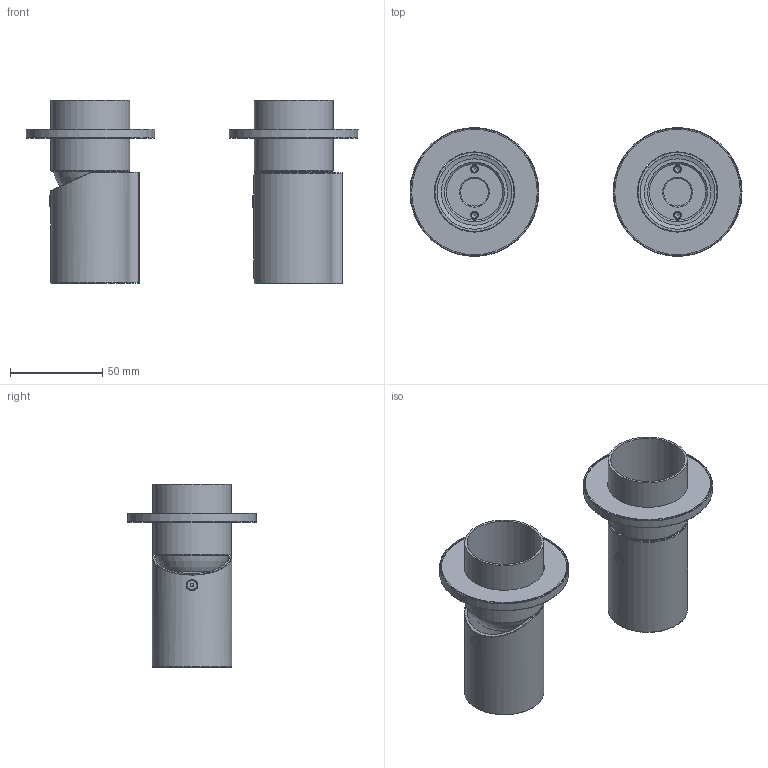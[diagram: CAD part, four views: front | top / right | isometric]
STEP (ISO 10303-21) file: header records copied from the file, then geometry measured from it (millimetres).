
FILE_DESCRIPTION(/* description */ ('Unknown'),/* implementation_level */ '2;1');
FILE_NAME(/* name */ 'GT129-00',/* time_stamp */ '2026-01-21T15:28:39+01:00',/* author */ ('Unknown'),/* organization */ ('Unknown'),/* preprocessor_version */ 'ST-DEVELOPER v20',/* originating_system */ 'Solid Edge',/* authorisation */ 'Unknown');
FILE_SCHEMA (('AUTOMOTIVE_DESIGN {1 0 10303 214 3 1 1}'));
Length unit declared in the file: millimetre
Products named in the file (10): GT129EXT-00; GT111-001_oa_0; GT111-01; GT003-08; AR131-01; AR031FL70-00_oa_1; AR031-07 rel1; GT131-001_oa_2; GT131-01; AR031FL70-00_oa_3
Assembly tree (12 placements, depth 3):
  GT129EXT-00
    GT111-001_oa_0
      GT111-01
      GT003-08
    AR131-01  x2
    AR031FL70-00_oa_1
      AR031-07 rel1
    GT131-001_oa_2
      GT131-01
      GT003-08
    AR031FL70-00_oa_3
      AR031-07 rel1
Bounding box: 179.8 x 69.8 x 99.3 mm (x, y, z)
Volume: 98191.2 mm3; surface area: 74729.5 mm2
Topology: 8 solids, 8 shells, 394 faces, 940 edges, 585 vertices
Faces by surface type: plane 124, cylinder 96, bspline 70, torus 68, cone 28, sphere 8
Full cylindrical faces by diameter (mm): 1.8 x2, 3.242 x4, 5 x2, 6.3 x2, 15 x2, 30.376 x4, 36 x2, 37 x2, 40 x2, 40.4 x2, 42.8 x2, 43.5 x4, 47.6 x2, 68 x2, 69.8 x2
Entity records: 25438 total; most frequent: CARTESIAN_POINT 17490, DIRECTION 1262, ORIENTED_EDGE 1256, EDGE_CURVE 628, AXIS2_PLACEMENT_3D 503, VERTEX_POINT 420, FACE_BOUND 382, EDGE_LOOP 378
